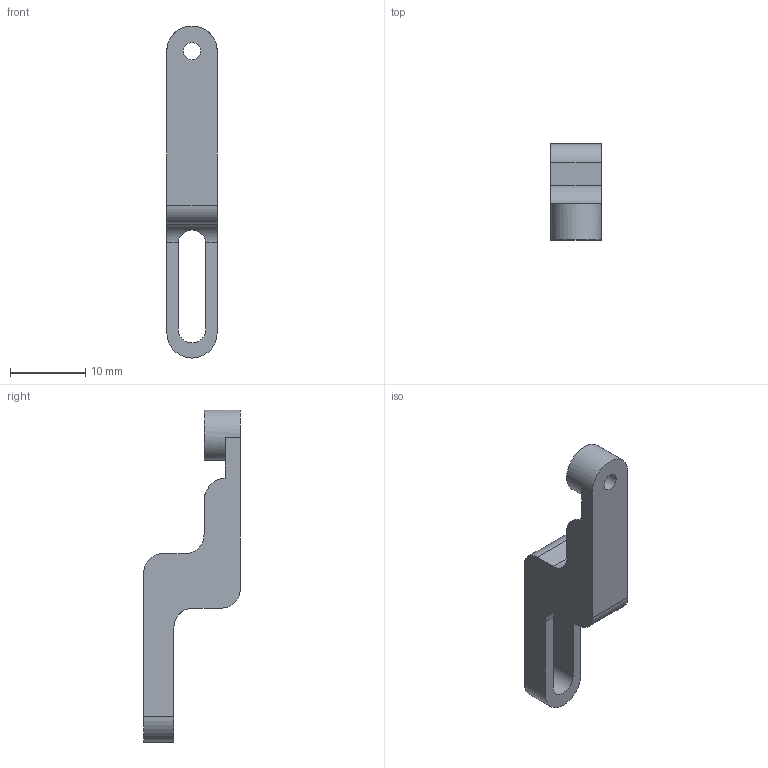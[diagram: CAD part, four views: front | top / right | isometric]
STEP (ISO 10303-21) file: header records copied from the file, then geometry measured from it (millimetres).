
FILE_DESCRIPTION(/* description */ ('STEP AP214'),/* implementation_level */ '2;1');
FILE_NAME(/* name */ 'servo-arm.step',/* time_stamp */ '2026-01-12T20:55:06+03:00',/* author */ (''),/* organization */ (''),/* preprocessor_version */ 'ST-DEVELOPER v20.1',/* originating_system */ 'Autodesk Translation Framework v14.21.0.0',/* authorisation */ '');
FILE_SCHEMA (('AUTOMOTIVE_DESIGN { 1 0 10303 214 3 1 1 }'));
Length unit declared in the file: millimetre
Products named in the file (1): MG90S horn
Bounding box: 6.7 x 12.8 x 44.06 mm (x, y, z)
Volume: 1306.9 mm3; surface area: 1285 mm2
Topology: 1 solids, 1 shells, 24 faces, 67 edges, 45 vertices
Faces by surface type: plane 13, cylinder 10, torus 1
Full cylindrical faces by diameter (mm): 2.3 x1, 5 x1, 6.7 x1
Entity records: 860 total; most frequent: CARTESIAN_POINT 173, DIRECTION 138, ORIENTED_EDGE 134, EDGE_CURVE 67, AXIS2_PLACEMENT_3D 50, VERTEX_POINT 45, LINE 38, VECTOR 38
